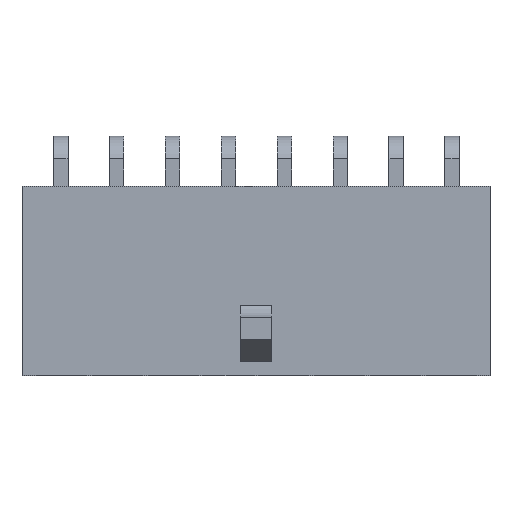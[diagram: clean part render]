
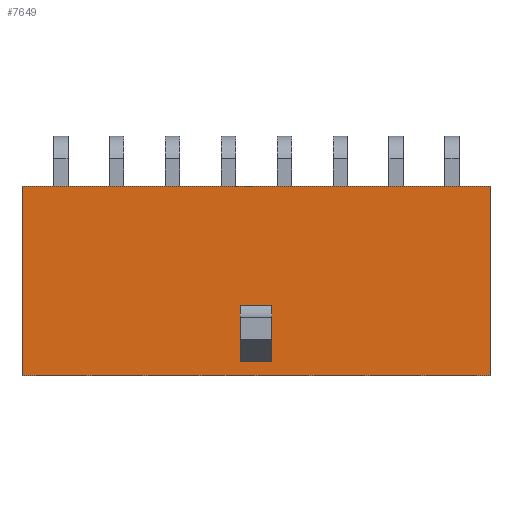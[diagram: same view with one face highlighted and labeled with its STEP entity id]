
A CAD part, top view. The second image highlights one B-rep face of the part: STEP entity #7649.
In plain terms, the highlighted planar face has unit normal (0, 0, 1).
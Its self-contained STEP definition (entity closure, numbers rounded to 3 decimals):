
#418=ORIENTED_EDGE('',*,*,#1816,.F.);
#419=ORIENTED_EDGE('',*,*,#1817,.F.);
#420=ORIENTED_EDGE('',*,*,#1818,.T.);
#421=ORIENTED_EDGE('',*,*,#1819,.T.);
#422=ORIENTED_EDGE('',*,*,#1675,.F.);
#423=ORIENTED_EDGE('',*,*,#1684,.F.);
#424=ORIENTED_EDGE('',*,*,#1679,.T.);
#425=ORIENTED_EDGE('',*,*,#1686,.T.);
#1675=EDGE_CURVE('',#2442,#2443,#2942,.T.);
#1679=EDGE_CURVE('',#2446,#2447,#2945,.T.);
#1684=EDGE_CURVE('',#2446,#2442,#2949,.T.);
#1686=EDGE_CURVE('',#2447,#2443,#2951,.T.);
#1816=EDGE_CURVE('',#2528,#2529,#3081,.T.);
#1817=EDGE_CURVE('',#2530,#2528,#3082,.T.);
#1818=EDGE_CURVE('',#2530,#2531,#3083,.T.);
#1819=EDGE_CURVE('',#2531,#2529,#3084,.T.);
#2442=VERTEX_POINT('',#9819);
#2443=VERTEX_POINT('',#9820);
#2446=VERTEX_POINT('',#9828);
#2447=VERTEX_POINT('',#9829);
#2528=VERTEX_POINT('',#10098);
#2529=VERTEX_POINT('',#10099);
#2530=VERTEX_POINT('',#10101);
#2531=VERTEX_POINT('',#10103);
#2942=LINE('',#9818,#3681);
#2945=LINE('',#9827,#3684);
#2949=LINE('',#9837,#3688);
#2951=LINE('',#9841,#3690);
#3081=LINE('',#10097,#3820);
#3082=LINE('',#10100,#3821);
#3083=LINE('',#10102,#3822);
#3084=LINE('',#10104,#3823);
#3681=VECTOR('',#8345,1000.);
#3684=VECTOR('',#8352,1000.);
#3688=VECTOR('',#8360,1000.);
#3690=VECTOR('',#8366,1000.);
#3820=VECTOR('',#8592,1000.);
#3821=VECTOR('',#8593,1000.);
#3822=VECTOR('',#8594,1000.);
#3823=VECTOR('',#8595,1000.);
#4436=EDGE_LOOP('',(#418,#419,#420,#421));
#4437=EDGE_LOOP('',(#422,#423,#424,#425));
#4787=FACE_BOUND('',#4436,.T.);
#4788=FACE_BOUND('',#4437,.T.);
#5135=PLANE('',#7974);
#7649=ADVANCED_FACE('',(#4787,#4788),#5135,.T.);
#7974=AXIS2_PLACEMENT_3D('',#10096,#8590,#8591);
#8345=DIRECTION('',(0.,-1.,0.));
#8352=DIRECTION('',(0.,-1.,0.));
#8360=DIRECTION('',(-1.,0.,0.));
#8366=DIRECTION('',(-1.,0.,0.));
#8590=DIRECTION('',(0.,0.,1.));
#8591=DIRECTION('',(1.,0.,0.));
#8592=DIRECTION('',(1.,0.,0.));
#8593=DIRECTION('',(0.,1.,0.));
#8594=DIRECTION('',(1.,0.,0.));
#8595=DIRECTION('',(0.,1.,0.));
#9818=CARTESIAN_POINT('',(-0.7,-7.85,1.89));
#9819=CARTESIAN_POINT('',(-0.7,-5.31,1.89));
#9820=CARTESIAN_POINT('',(-0.7,-7.85,1.89));
#9827=CARTESIAN_POINT('',(0.7,-7.85,1.89));
#9828=CARTESIAN_POINT('',(0.7,-5.31,1.89));
#9829=CARTESIAN_POINT('',(0.7,-7.85,1.89));
#9837=CARTESIAN_POINT('',(0.7,-5.31,1.89));
#9841=CARTESIAN_POINT('',(0.7,-7.85,1.89));
#10096=CARTESIAN_POINT('',(-10.47,-8.46,1.89));
#10097=CARTESIAN_POINT('',(-10.47,0.,1.89));
#10098=CARTESIAN_POINT('',(-10.47,0.,1.89));
#10099=CARTESIAN_POINT('',(10.47,0.,1.89));
#10100=CARTESIAN_POINT('',(-10.47,-8.46,1.89));
#10101=CARTESIAN_POINT('',(-10.47,-8.46,1.89));
#10102=CARTESIAN_POINT('',(-10.47,-8.46,1.89));
#10103=CARTESIAN_POINT('',(10.47,-8.46,1.89));
#10104=CARTESIAN_POINT('',(10.47,-8.46,1.89));
